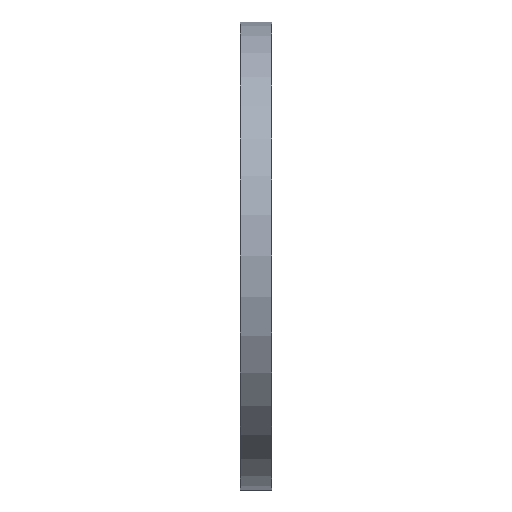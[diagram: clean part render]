
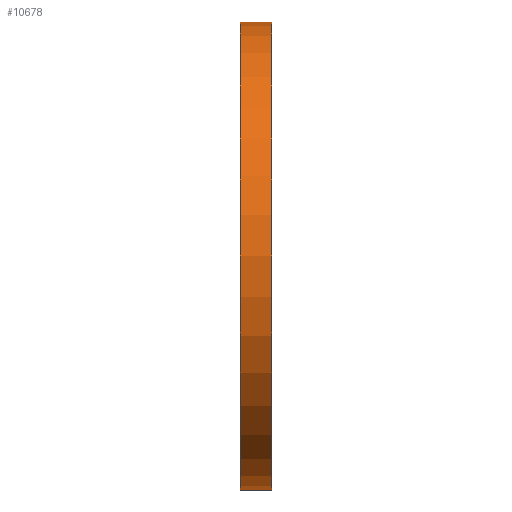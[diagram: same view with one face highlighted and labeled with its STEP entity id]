
A CAD part, left-side view. The second image highlights one B-rep face of the part: STEP entity #10678.
In plain terms, the highlighted cylindrical face has radius 60 mm (diameter 120 mm), a partial arc.
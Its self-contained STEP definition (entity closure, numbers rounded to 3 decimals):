
#1449 = CARTESIAN_POINT ( 'NONE',  ( 0., 8., 60. ) ) ;
#1740 = ORIENTED_EDGE ( 'NONE', *, *, #11382, .F. ) ;
#1756 = CYLINDRICAL_SURFACE ( 'NONE', #4498, 60. ) ;
#2128 = CARTESIAN_POINT ( 'NONE',  ( 0., 8., 60. ) ) ;
#3660 = DIRECTION ( 'NONE',  ( 0., -1., 0. ) ) ;
#4133 = VERTEX_POINT ( 'NONE', #2128 ) ;
#4498 = AXIS2_PLACEMENT_3D ( 'NONE', #13471, #11121, #5961 ) ;
#4608 = LINE ( 'NONE', #10141, #10272 ) ;
#5344 = EDGE_CURVE ( 'NONE', #6460, #9015, #7194, .T. ) ;
#5418 = CARTESIAN_POINT ( 'NONE',  ( 0., 0., -60. ) ) ;
#5826 = DIRECTION ( 'NONE',  ( 0., -1., 0. ) ) ;
#5961 = DIRECTION ( 'NONE',  ( 0., 0., -1. ) ) ;
#6060 = AXIS2_PLACEMENT_3D ( 'NONE', #11240, #6911, #9043 ) ;
#6142 = VECTOR ( 'NONE', #3660, 1000. ) ;
#6460 = VERTEX_POINT ( 'NONE', #5418 ) ;
#6911 = DIRECTION ( 'NONE',  ( 0., 1., 0. ) ) ;
#7194 = CIRCLE ( 'NONE', #6060, 60. ) ;
#8076 = ORIENTED_EDGE ( 'NONE', *, *, #10668, .T. ) ;
#8122 = EDGE_LOOP ( 'NONE', ( #9790, #1740, #8076, #8867 ) ) ;
#8297 = EDGE_CURVE ( 'NONE', #4133, #9015, #11796, .T. ) ;
#8679 = VERTEX_POINT ( 'NONE', #9862 ) ;
#8867 = ORIENTED_EDGE ( 'NONE', *, *, #5344, .T. ) ;
#9015 = VERTEX_POINT ( 'NONE', #10212 ) ;
#9043 = DIRECTION ( 'NONE',  ( 0., 0., 1. ) ) ;
#9257 = CARTESIAN_POINT ( 'NONE',  ( 0., 8., 0. ) ) ;
#9517 = CIRCLE ( 'NONE', #13605, 60. ) ;
#9790 = ORIENTED_EDGE ( 'NONE', *, *, #8297, .F. ) ;
#9862 = CARTESIAN_POINT ( 'NONE',  ( 0., 8., -60. ) ) ;
#10141 = CARTESIAN_POINT ( 'NONE',  ( 0., 8., -60. ) ) ;
#10212 = CARTESIAN_POINT ( 'NONE',  ( 0., 0., 60. ) ) ;
#10272 = VECTOR ( 'NONE', #5826, 1000. ) ;
#10522 = DIRECTION ( 'NONE',  ( 0., 0., 1. ) ) ;
#10668 = EDGE_CURVE ( 'NONE', #8679, #6460, #4608, .T. ) ;
#10678 = ADVANCED_FACE ( 'NONE', ( #13456 ), #1756, .T. ) ;
#11121 = DIRECTION ( 'NONE',  ( 0., -1., 0. ) ) ;
#11240 = CARTESIAN_POINT ( 'NONE',  ( 0., 0., 0. ) ) ;
#11382 = EDGE_CURVE ( 'NONE', #8679, #4133, #9517, .T. ) ;
#11796 = LINE ( 'NONE', #1449, #6142 ) ;
#12532 = DIRECTION ( 'NONE',  ( 0., 1., 0. ) ) ;
#13456 = FACE_OUTER_BOUND ( 'NONE', #8122, .T. ) ;
#13471 = CARTESIAN_POINT ( 'NONE',  ( 0., 8., 0. ) ) ;
#13605 = AXIS2_PLACEMENT_3D ( 'NONE', #9257, #12532, #10522 ) ;
